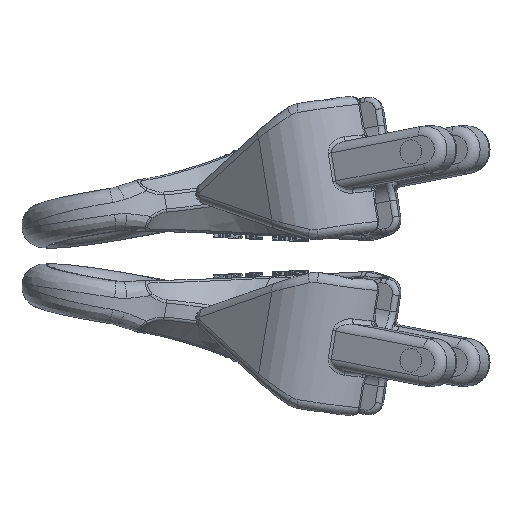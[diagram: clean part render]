
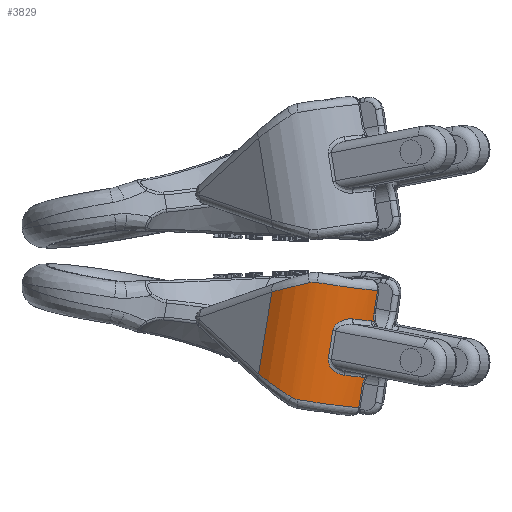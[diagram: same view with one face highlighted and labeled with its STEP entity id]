
A CAD part, left-side view. The second image highlights one B-rep face of the part: STEP entity #3829.
In plain terms, the highlighted cylindrical face has radius 16 mm (diameter 32 mm), a partial arc.
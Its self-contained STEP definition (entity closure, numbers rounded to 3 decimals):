
#1387=CYLINDRICAL_SURFACE('',#33525,16.);
#2180=CIRCLE('',#33519,16.);
#2181=CIRCLE('',#33520,16.);
#2182=CIRCLE('',#33523,16.);
#2183=CIRCLE('',#33524,16.);
#3829=ADVANCED_FACE('',(#6268),#1387,.T.);
#6268=FACE_OUTER_BOUND('',#8653,.T.);
#6967=ELLIPSE('',#33521,17.326,16.);
#6968=ELLIPSE('',#33522,17.326,16.);
#8653=EDGE_LOOP('',(#19957,#19958,#19959,#19960,#19961,#19962,#19963,#19964,
#19965,#19966,#19967,#19968,#19969,#19970,#19971,#19972,#19973,#19974));
#10441=LINE('',#62684,#12359);
#10442=LINE('',#62698,#12360);
#10443=LINE('',#62712,#12361);
#10444=LINE('',#62733,#12362);
#12359=VECTOR('',#39168,1.);
#12360=VECTOR('',#39173,1.);
#12361=VECTOR('',#39178,1.);
#12362=VECTOR('',#39181,1.);
#19957=ORIENTED_EDGE('',*,*,#28655,.F.);
#19958=ORIENTED_EDGE('',*,*,#28656,.F.);
#19959=ORIENTED_EDGE('',*,*,#28657,.F.);
#19960=ORIENTED_EDGE('',*,*,#28658,.F.);
#19961=ORIENTED_EDGE('',*,*,#28659,.F.);
#19962=ORIENTED_EDGE('',*,*,#28660,.F.);
#19963=ORIENTED_EDGE('',*,*,#28661,.F.);
#19964=ORIENTED_EDGE('',*,*,#28662,.F.);
#19965=ORIENTED_EDGE('',*,*,#28663,.T.);
#19966=ORIENTED_EDGE('',*,*,#28664,.T.);
#19967=ORIENTED_EDGE('',*,*,#28665,.T.);
#19968=ORIENTED_EDGE('',*,*,#28666,.T.);
#19969=ORIENTED_EDGE('',*,*,#28667,.T.);
#19970=ORIENTED_EDGE('',*,*,#28668,.T.);
#19971=ORIENTED_EDGE('',*,*,#28669,.T.);
#19972=ORIENTED_EDGE('',*,*,#28670,.T.);
#19973=ORIENTED_EDGE('',*,*,#28671,.T.);
#19974=ORIENTED_EDGE('',*,*,#28672,.F.);
#24437=VERTEX_POINT('',#62670);
#24438=VERTEX_POINT('',#62671);
#24439=VERTEX_POINT('',#62673);
#24440=VERTEX_POINT('',#62678);
#24441=VERTEX_POINT('',#62683);
#24442=VERTEX_POINT('',#62685);
#24443=VERTEX_POINT('',#62687);
#24444=VERTEX_POINT('',#62695);
#24445=VERTEX_POINT('',#62697);
#24446=VERTEX_POINT('',#62699);
#24447=VERTEX_POINT('',#62701);
#24448=VERTEX_POINT('',#62709);
#24449=VERTEX_POINT('',#62711);
#24450=VERTEX_POINT('',#62713);
#24451=VERTEX_POINT('',#62718);
#24452=VERTEX_POINT('',#62723);
#24453=VERTEX_POINT('',#62725);
#24454=VERTEX_POINT('',#62732);
#28655=EDGE_CURVE('',#24437,#24438,#31322,.T.);
#28656=EDGE_CURVE('',#24439,#24437,#2180,.T.);
#28657=EDGE_CURVE('',#24440,#24439,#31323,.T.);
#28658=EDGE_CURVE('',#24441,#24440,#31324,.T.);
#28659=EDGE_CURVE('',#24442,#24441,#10441,.T.);
#28660=EDGE_CURVE('',#24443,#24442,#2181,.T.);
#28661=EDGE_CURVE('',#24444,#24443,#31325,.T.);
#28662=EDGE_CURVE('',#24445,#24444,#6967,.T.);
#28663=EDGE_CURVE('',#24445,#24446,#10442,.T.);
#28664=EDGE_CURVE('',#24446,#24447,#6968,.T.);
#28665=EDGE_CURVE('',#24447,#24448,#31326,.T.);
#28666=EDGE_CURVE('',#24448,#24449,#2182,.T.);
#28667=EDGE_CURVE('',#24449,#24450,#10443,.T.);
#28668=EDGE_CURVE('',#24450,#24451,#31327,.T.);
#28669=EDGE_CURVE('',#24451,#24452,#31328,.T.);
#28670=EDGE_CURVE('',#24452,#24453,#2183,.T.);
#28671=EDGE_CURVE('',#24453,#24454,#31329,.T.);
#28672=EDGE_CURVE('',#24438,#24454,#10444,.T.);
#31322=B_SPLINE_CURVE_WITH_KNOTS('',3,(#62664,#62665,#62666,#62667,#62668,
#62669),.UNSPECIFIED.,.F.,.F.,(4,2,4),(0.,0.5,1.),.UNSPECIFIED.);
#31323=B_SPLINE_CURVE_WITH_KNOTS('',3,(#62674,#62675,#62676,#62677),.UNSPECIFIED.,
.F.,.F.,(4,4),(0.,1.),.UNSPECIFIED.);
#31324=B_SPLINE_CURVE_WITH_KNOTS('',3,(#62679,#62680,#62681,#62682),.UNSPECIFIED.,
.F.,.F.,(4,4),(0.,1.),.UNSPECIFIED.);
#31325=B_SPLINE_CURVE_WITH_KNOTS('',3,(#62688,#62689,#62690,#62691,#62692,
#62693,#62694),.UNSPECIFIED.,.F.,.F.,(4,3,4),(0.,0.764,1.),.UNSPECIFIED.);
#31326=B_SPLINE_CURVE_WITH_KNOTS('',3,(#62702,#62703,#62704,#62705,#62706,
#62707,#62708),.UNSPECIFIED.,.F.,.F.,(4,3,4),(0.,0.764,1.),.UNSPECIFIED.);
#31327=B_SPLINE_CURVE_WITH_KNOTS('',3,(#62714,#62715,#62716,#62717),.UNSPECIFIED.,
.F.,.F.,(4,4),(0.,1.),.UNSPECIFIED.);
#31328=B_SPLINE_CURVE_WITH_KNOTS('',3,(#62719,#62720,#62721,#62722),.UNSPECIFIED.,
.F.,.F.,(4,4),(0.,1.),.UNSPECIFIED.);
#31329=B_SPLINE_CURVE_WITH_KNOTS('',3,(#62726,#62727,#62728,#62729,#62730,
#62731),.UNSPECIFIED.,.F.,.F.,(4,2,4),(0.,0.5,1.),.UNSPECIFIED.);
#33519=AXIS2_PLACEMENT_3D('',#62672,#39166,#39167);
#33520=AXIS2_PLACEMENT_3D('',#62686,#39169,#39170);
#33521=AXIS2_PLACEMENT_3D('',#62696,#39171,#39172);
#33522=AXIS2_PLACEMENT_3D('',#62700,#39174,#39175);
#33523=AXIS2_PLACEMENT_3D('',#62710,#39176,#39177);
#33524=AXIS2_PLACEMENT_3D('',#62724,#39179,#39180);
#33525=AXIS2_PLACEMENT_3D('',#62734,#39182,#39183);
#39166=DIRECTION('',(0.073,0.157,-0.985));
#39167=DIRECTION('',(0.906,-0.423,0.));
#39168=DIRECTION('',(0.073,0.157,-0.985));
#39169=DIRECTION('',(-0.073,-0.157,0.985));
#39170=DIRECTION('',(-0.416,-0.893,-0.174));
#39171=DIRECTION('',(0.092,0.197,0.976));
#39172=DIRECTION('',(0.413,0.885,-0.217));
#39173=DIRECTION('',(0.073,0.157,-0.985));
#39174=DIRECTION('',(-0.227,-0.488,0.843));
#39175=DIRECTION('',(0.356,0.764,0.538));
#39176=DIRECTION('',(-0.073,-0.157,0.985));
#39177=DIRECTION('',(-0.416,-0.893,-0.174));
#39178=DIRECTION('',(-0.073,-0.157,0.985));
#39179=DIRECTION('',(0.073,0.157,-0.985));
#39180=DIRECTION('',(0.906,-0.423,0.));
#39181=DIRECTION('',(0.073,0.157,-0.985));
#39182=DIRECTION('',(0.073,0.157,-0.985));
#39183=DIRECTION('',(0.906,-0.423,0.));
#62664=CARTESIAN_POINT('',(-72.127,-145.009,-13.219));
#62665=CARTESIAN_POINT('',(-72.548,-144.193,-13.12));
#62666=CARTESIAN_POINT('',(-72.861,-143.319,-13.285));
#62667=CARTESIAN_POINT('',(-73.259,-141.707,-14.08));
#62668=CARTESIAN_POINT('',(-73.344,-140.938,-14.762));
#62669=CARTESIAN_POINT('',(-73.276,-140.791,-15.677));
#62670=CARTESIAN_POINT('',(-72.127,-145.009,-13.219));
#62671=CARTESIAN_POINT('',(-73.276,-140.791,-15.677));
#62672=CARTESIAN_POINT('',(-57.933,-137.954,-11.034));
#62673=CARTESIAN_POINT('',(-69.282,-148.929,-13.634));
#62674=CARTESIAN_POINT('',(-68.646,-149.51,-13.811));
#62675=CARTESIAN_POINT('',(-68.859,-149.335,-13.711));
#62676=CARTESIAN_POINT('',(-69.076,-149.137,-13.652));
#62677=CARTESIAN_POINT('',(-69.282,-148.929,-13.634));
#62678=CARTESIAN_POINT('',(-68.646,-149.51,-13.811));
#62679=CARTESIAN_POINT('',(-69.192,-149.479,-11.684));
#62680=CARTESIAN_POINT('',(-69.137,-149.361,-12.42));
#62681=CARTESIAN_POINT('',(-68.948,-149.382,-13.151));
#62682=CARTESIAN_POINT('',(-68.646,-149.51,-13.811));
#62683=CARTESIAN_POINT('',(-69.192,-149.479,-11.684));
#62684=CARTESIAN_POINT('',(-70.44,-152.154,5.058));
#62685=CARTESIAN_POINT('',(-69.522,-150.187,-7.252));
#62686=CARTESIAN_POINT('',(-58.41,-138.977,-4.633));
#62687=CARTESIAN_POINT('',(-74.311,-137.467,-5.576));
#62688=CARTESIAN_POINT('',(-74.088,-135.918,-5.607));
#62689=CARTESIAN_POINT('',(-74.165,-136.3,-5.522));
#62690=CARTESIAN_POINT('',(-74.229,-136.703,-5.499));
#62691=CARTESIAN_POINT('',(-74.274,-137.099,-5.531));
#62692=CARTESIAN_POINT('',(-74.288,-137.222,-5.541));
#62693=CARTESIAN_POINT('',(-74.301,-137.345,-5.556));
#62694=CARTESIAN_POINT('',(-74.311,-137.467,-5.576));
#62695=CARTESIAN_POINT('',(-74.088,-135.918,-5.607));
#62696=CARTESIAN_POINT('',(-58.268,-138.672,-6.54));
#62697=CARTESIAN_POINT('',(-70.247,-127.959,-7.575));
#62698=CARTESIAN_POINT('',(-71.44,-130.518,8.441));
#62699=CARTESIAN_POINT('',(-68.965,-125.209,-24.784));
#62700=CARTESIAN_POINT('',(-56.718,-135.347,-27.346));
#62701=CARTESIAN_POINT('',(-72.295,-132.074,-29.656));
#62702=CARTESIAN_POINT('',(-72.295,-132.074,-29.656));
#62703=CARTESIAN_POINT('',(-72.351,-132.41,-29.865));
#62704=CARTESIAN_POINT('',(-72.402,-132.784,-30.021));
#62705=CARTESIAN_POINT('',(-72.442,-133.169,-30.12));
#62706=CARTESIAN_POINT('',(-72.454,-133.289,-30.151));
#62707=CARTESIAN_POINT('',(-72.466,-133.41,-30.176));
#62708=CARTESIAN_POINT('',(-72.476,-133.532,-30.197));
#62709=CARTESIAN_POINT('',(-72.476,-133.532,-30.197));
#62710=CARTESIAN_POINT('',(-56.576,-135.042,-29.253));
#62711=CARTESIAN_POINT('',(-67.688,-146.252,-31.873));
#62712=CARTESIAN_POINT('',(-66.77,-144.285,-44.183));
#62713=CARTESIAN_POINT('',(-68.018,-146.961,-27.441));
#62714=CARTESIAN_POINT('',(-68.018,-146.961,-27.441));
#62715=CARTESIAN_POINT('',(-68.073,-147.078,-26.705));
#62716=CARTESIAN_POINT('',(-67.99,-147.329,-25.997));
#62717=CARTESIAN_POINT('',(-67.784,-147.662,-25.373));
#62718=CARTESIAN_POINT('',(-67.784,-147.662,-25.373));
#62719=CARTESIAN_POINT('',(-67.784,-147.662,-25.373));
#62720=CARTESIAN_POINT('',(-67.985,-147.461,-25.443));
#62721=CARTESIAN_POINT('',(-68.196,-147.249,-25.469));
#62722=CARTESIAN_POINT('',(-68.401,-147.041,-25.451));
#62723=CARTESIAN_POINT('',(-68.401,-147.041,-25.451));
#62724=CARTESIAN_POINT('',(-57.053,-136.065,-22.852));
#62725=CARTESIAN_POINT('',(-71.246,-143.12,-25.037));
#62726=CARTESIAN_POINT('',(-71.246,-143.12,-25.037));
#62727=CARTESIAN_POINT('',(-71.667,-142.304,-24.938));
#62728=CARTESIAN_POINT('',(-72.021,-141.517,-24.557));
#62729=CARTESIAN_POINT('',(-72.567,-140.223,-23.368));
#62730=CARTESIAN_POINT('',(-72.767,-139.701,-22.501));
#62731=CARTESIAN_POINT('',(-72.835,-139.847,-21.586));
#62732=CARTESIAN_POINT('',(-72.835,-139.847,-21.586));
#62733=CARTESIAN_POINT('',(-74.89,-144.254,5.989));
#62734=CARTESIAN_POINT('',(-59.328,-140.944,7.677));
